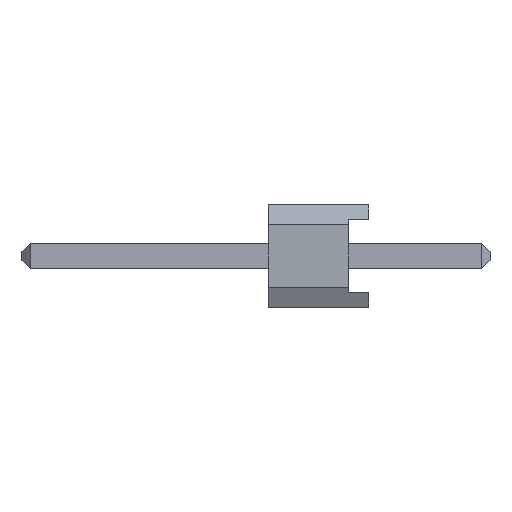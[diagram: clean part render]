
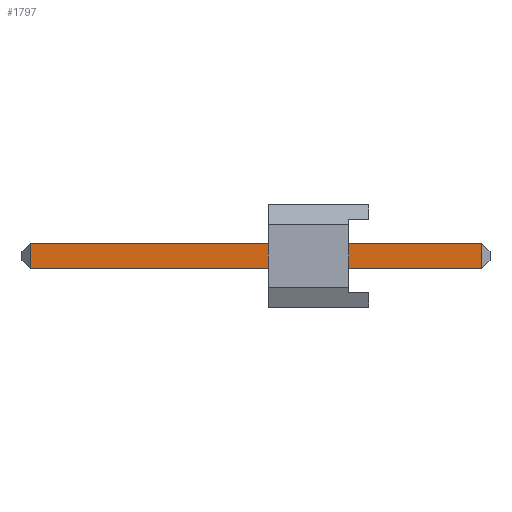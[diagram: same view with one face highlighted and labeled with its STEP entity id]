
A CAD part, left-side view. The second image highlights one B-rep face of the part: STEP entity #1797.
In plain terms, the highlighted planar face has unit normal (-1, 0, 0).
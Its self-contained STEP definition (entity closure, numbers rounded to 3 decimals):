
#54=FACE_OUTER_BOUND('',#142,.T.);
#142=EDGE_LOOP('',(#1141,#1142,#1143,#1144));
#244=LINE('',#2461,#488);
#247=LINE('',#2468,#491);
#248=LINE('',#2469,#492);
#249=LINE('',#2470,#493);
#488=VECTOR('',#2021,1000.);
#491=VECTOR('',#2026,1000.);
#492=VECTOR('',#2027,1000.);
#493=VECTOR('',#2028,1000.);
#729=VERTEX_POINT('',#2454);
#731=VERTEX_POINT('',#2460);
#733=VERTEX_POINT('',#2466);
#734=VERTEX_POINT('',#2467);
#892=EDGE_CURVE('',#729,#731,#244,.T.);
#895=EDGE_CURVE('',#733,#734,#247,.T.);
#896=EDGE_CURVE('',#734,#731,#248,.T.);
#897=EDGE_CURVE('',#729,#733,#249,.T.);
#1141=ORIENTED_EDGE('',*,*,#895,.T.);
#1142=ORIENTED_EDGE('',*,*,#896,.T.);
#1143=ORIENTED_EDGE('',*,*,#892,.F.);
#1144=ORIENTED_EDGE('',*,*,#897,.T.);
#1620=PLANE('',#1912);
#1797=ADVANCED_FACE('',(#54),#1620,.F.);
#1912=AXIS2_PLACEMENT_3D('',#2465,#2024,#2025);
#2021=DIRECTION('',(0.,0.,-1.));
#2024=DIRECTION('center_axis',(1.,0.,0.));
#2025=DIRECTION('ref_axis',(0.,0.,
-1.));
#2026=DIRECTION('',(0.,0.,-1.));
#2027=DIRECTION('',(0.,-1.,0.));
#2028=DIRECTION('',(0.,1.,0.));
#2454=CARTESIAN_POINT('',(2.22,-0.32,4.3));
#2460=CARTESIAN_POINT('',(2.22,-0.32,-6.9));
#2461=CARTESIAN_POINT('',(2.22,-0.32,4.5));
#2465=CARTESIAN_POINT('Origin',(2.22,-0.32,4.5));
#2466=CARTESIAN_POINT('',(2.22,0.32,4.3));
#2467=CARTESIAN_POINT('',(2.22,0.32,-6.9));
#2468=CARTESIAN_POINT('',(2.22,0.32,4.5));
#2469=CARTESIAN_POINT('',(2.22,-0.32,-6.9));
#2470=CARTESIAN_POINT('',(2.22,-0.32,4.3));
